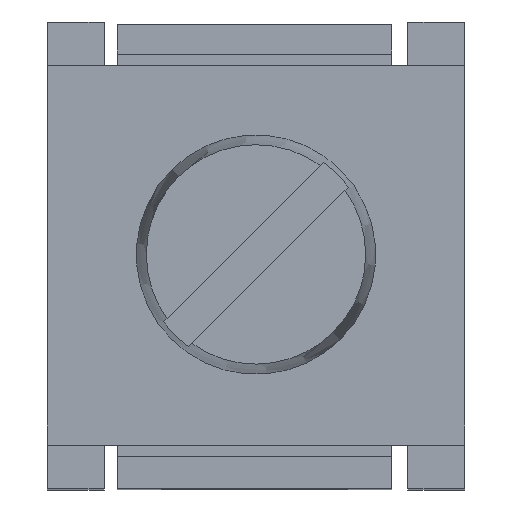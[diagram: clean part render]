
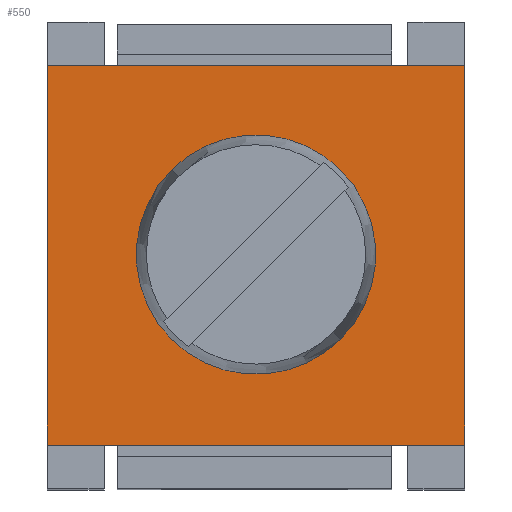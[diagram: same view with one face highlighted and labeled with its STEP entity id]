
A CAD part, top view. The second image highlights one B-rep face of the part: STEP entity #550.
In plain terms, the highlighted face is planar.
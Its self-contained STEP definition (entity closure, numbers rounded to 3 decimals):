
#10=CARTESIAN_POINT('',(-31.356,-1.5,0.));
#20=DIRECTION('',(-0.,1.,0.));
#30=DIRECTION('',(1.,0.,0.));
#40=AXIS2_PLACEMENT_3D('',#10,#20,#30);
#50=PLANE('',#40);
#60=CARTESIAN_POINT('',(0.,-1.5,1.5));
#70=DIRECTION('',(1.,0.,0.));
#80=VECTOR('',#70,1.);
#90=LINE('',#60,#80);
#100=CARTESIAN_POINT('',(-33.856,-1.5,1.5));
#110=VERTEX_POINT('',#100);
#120=CARTESIAN_POINT('',(-19.556,-1.5,1.5));
#130=VERTEX_POINT('',#120);
#140=EDGE_CURVE('',#110,#130,#90,.T.);
#150=ORIENTED_EDGE('',*,*,#140,.F.);
#160=CARTESIAN_POINT('',(-19.556,-1.5,0.));
#170=DIRECTION('',(0.,0.,-1.));
#180=VECTOR('',#170,1.);
#190=LINE('',#160,#180);
#200=CARTESIAN_POINT('',(-19.556,-1.5,14.5));
#210=VERTEX_POINT('',#200);
#220=EDGE_CURVE('',#210,#130,#190,.T.);
#230=ORIENTED_EDGE('',*,*,#220,.T.);
#240=CARTESIAN_POINT('',(0.,-1.5,14.5));
#250=DIRECTION('',(-1.,0.,0.));
#260=VECTOR('',#250,1.);
#270=LINE('',#240,#260);
#280=CARTESIAN_POINT('',(-33.856,-1.5,14.5));
#290=VERTEX_POINT('',#280);
#300=EDGE_CURVE('',#210,#290,#270,.T.);
#310=ORIENTED_EDGE('',*,*,#300,.F.);
#320=CARTESIAN_POINT('',(-33.856,-1.5,0.));
#330=DIRECTION('',(0.,0.,1.));
#340=VECTOR('',#330,1.);
#350=LINE('',#320,#340);
#360=EDGE_CURVE('',#110,#290,#350,.T.);
#370=ORIENTED_EDGE('',*,*,#360,.T.);
#380=EDGE_LOOP('',(#370,#310,#230,#150));
#390=FACE_OUTER_BOUND('',#380,.T.);
#400=CARTESIAN_POINT('',(-26.706,-1.5,8.));
#410=DIRECTION('',(0.,1.,0.));
#420=DIRECTION('',(-1.,0.,0.));
#430=AXIS2_PLACEMENT_3D('',#400,#410,#420);
#440=CIRCLE('',#430,3.75);
#450=CARTESIAN_POINT('',(-30.456,-1.5,8.));
#460=VERTEX_POINT('',#450);
#470=CARTESIAN_POINT('',(-22.956,-1.5,8.));
#480=VERTEX_POINT('',#470);
#490=EDGE_CURVE('',#460,#480,#440,.T.);
#500=ORIENTED_EDGE('',*,*,#490,.F.);
#510=EDGE_CURVE('',#480,#460,#440,.T.);
#520=ORIENTED_EDGE('',*,*,#510,.F.);
#530=EDGE_LOOP('',(#520,#500));
#540=FACE_BOUND('',#530,.T.);
#550=ADVANCED_FACE('',(#390,#540),#50,.T.);
